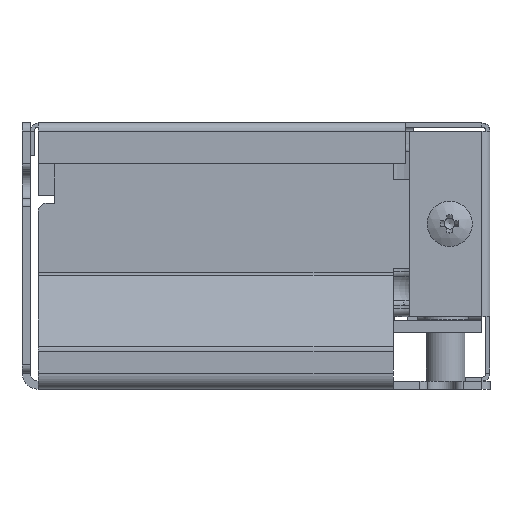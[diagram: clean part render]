
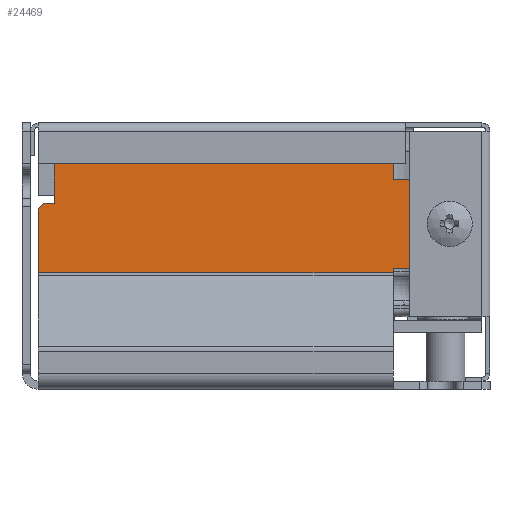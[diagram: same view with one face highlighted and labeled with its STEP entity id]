
A CAD part, left-side view. The second image highlights one B-rep face of the part: STEP entity #24469.
In plain terms, the highlighted planar face has unit normal (-1, 0, 0).
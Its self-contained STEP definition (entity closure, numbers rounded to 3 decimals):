
#1274=FACE_BOUND('',#3742,.T.);
#1652=PLANE('',#26128);
#2368=FACE_OUTER_BOUND('',#3741,.T.);
#3741=EDGE_LOOP('',(#16984,#16985,#16986,#16987,#16988,#16989,#16990,#16991,
#16992,#16993,#16994,#16995,#16996,#16997,#16998));
#3742=EDGE_LOOP('',(#16999));
#5441=LINE('',#35202,#7569);
#5453=LINE('',#35236,#7581);
#5457=LINE('',#35246,#7585);
#5460=LINE('',#35254,#7588);
#5463=LINE('',#35262,#7591);
#5495=LINE('',#35354,#7623);
#5497=LINE('',#35358,#7625);
#5511=LINE('',#35398,#7639);
#5518=LINE('',#35417,#7646);
#5519=LINE('',#35420,#7647);
#7569=VECTOR('',#28460,10.);
#7581=VECTOR('',#28488,10.);
#7585=VECTOR('',#28498,10.);
#7588=VECTOR('',#28507,10.);
#7591=VECTOR('',#28516,10.);
#7623=VECTOR('',#28606,10.);
#7625=VECTOR('',#28610,10.);
#7639=VECTOR('',#28656,10.);
#7646=VECTOR('',#28677,10.);
#7647=VECTOR('',#28682,1.44);
#9637=CIRCLE('',#26017,1.6);
#9653=CIRCLE('',#26055,1.);
#9658=CIRCLE('',#26063,1.);
#9659=CIRCLE('',#26066,1.);
#9660=CIRCLE('',#26069,1.);
#9661=CIRCLE('',#26072,1.);
#10639=VERTEX_POINT('',#35045);
#10692=VERTEX_POINT('',#35192);
#10693=VERTEX_POINT('',#35194);
#10695=VERTEX_POINT('',#35200);
#10708=VERTEX_POINT('',#35230);
#10709=VERTEX_POINT('',#35234);
#10710=VERTEX_POINT('',#35238);
#10711=VERTEX_POINT('',#35240);
#10712=VERTEX_POINT('',#35244);
#10713=VERTEX_POINT('',#35248);
#10714=VERTEX_POINT('',#35252);
#10715=VERTEX_POINT('',#35256);
#10716=VERTEX_POINT('',#35258);
#10747=VERTEX_POINT('',#35353);
#10748=VERTEX_POINT('',#35357);
#10763=VERTEX_POINT('',#35416);
#13021=EDGE_CURVE('',#10639,#10639,#9637,.T.);
#13094=EDGE_CURVE('',#10692,#10693,#9653,.T.);
#13098=EDGE_CURVE('',#10695,#10692,#5441,.T.);
#13112=EDGE_CURVE('',#10708,#10695,#9658,.T.);
#13115=EDGE_CURVE('',#10709,#10708,#5453,.T.);
#13117=EDGE_CURVE('',#10710,#10711,#9659,.T.);
#13120=EDGE_CURVE('',#10710,#10712,#5457,.T.);
#13121=EDGE_CURVE('',#10713,#10712,#9660,.T.);
#13124=EDGE_CURVE('',#10713,#10714,#5460,.T.);
#13126=EDGE_CURVE('',#10715,#10716,#9661,.T.);
#13128=EDGE_CURVE('',#10714,#10716,#5463,.T.);
#13173=EDGE_CURVE('',#10747,#10693,#5495,.T.);
#13175=EDGE_CURVE('',#10748,#10747,#5497,.T.);
#13196=EDGE_CURVE('',#10709,#10711,#5511,.T.);
#13205=EDGE_CURVE('',#10763,#10748,#5518,.T.);
#13207=EDGE_CURVE('',#10715,#10763,#5519,.T.);
#16984=ORIENTED_EDGE('',*,*,#13094,.F.);
#16985=ORIENTED_EDGE('',*,*,#13098,.F.);
#16986=ORIENTED_EDGE('',*,*,#13112,.F.);
#16987=ORIENTED_EDGE('',*,*,#13115,.F.);
#16988=ORIENTED_EDGE('',*,*,#13196,.T.);
#16989=ORIENTED_EDGE('',*,*,#13117,.F.);
#16990=ORIENTED_EDGE('',*,*,#13120,.T.);
#16991=ORIENTED_EDGE('',*,*,#13121,.F.);
#16992=ORIENTED_EDGE('',*,*,#13124,.T.);
#16993=ORIENTED_EDGE('',*,*,#13128,.T.);
#16994=ORIENTED_EDGE('',*,*,#13126,.F.);
#16995=ORIENTED_EDGE('',*,*,#13207,.T.);
#16996=ORIENTED_EDGE('',*,*,#13205,.T.);
#16997=ORIENTED_EDGE('',*,*,#13175,.T.);
#16998=ORIENTED_EDGE('',*,*,#13173,.T.);
#16999=ORIENTED_EDGE('',*,*,#13021,.T.);
#24469=ADVANCED_FACE('',(#2368,#1274),#1652,.F.);
#26017=AXIS2_PLACEMENT_3D('',#35046,#28320,#28321);
#26055=AXIS2_PLACEMENT_3D('',#35195,#28453,#28454);
#26063=AXIS2_PLACEMENT_3D('',#35231,#28482,#28483);
#26066=AXIS2_PLACEMENT_3D('',#35241,#28492,#28493);
#26069=AXIS2_PLACEMENT_3D('',#35249,#28501,#28502);
#26072=AXIS2_PLACEMENT_3D('',#35259,#28511,#28512);
#26128=AXIS2_PLACEMENT_3D('',#35419,#28680,#28681);
#28320=DIRECTION('center_axis',(1.,0.,0.));
#28321=DIRECTION('ref_axis',(0.,-1.,0.));
#28453=DIRECTION('center_axis',(1.,0.,0.));
#28454=DIRECTION('ref_axis',(0.,-0.707,-0.707));
#28460=DIRECTION('',(0.,0.,-1.));
#28482=DIRECTION('center_axis',(1.,0.,0.));
#28483=DIRECTION('ref_axis',(0.,-0.707,0.707));
#28488=DIRECTION('',(0.,-1.,0.));
#28492=DIRECTION('center_axis',(1.,0.,0.));
#28493=DIRECTION('ref_axis',(0.,-0.707,0.707));
#28498=DIRECTION('',(0.,1.,0.));
#28501=DIRECTION('center_axis',(1.,0.,0.));
#28502=DIRECTION('ref_axis',(0.,0.707,0.707));
#28507=DIRECTION('',(0.,0.,-1.));
#28511=DIRECTION('center_axis',(1.,0.,0.));
#28512=DIRECTION('ref_axis',(0.,0.707,0.707));
#28516=DIRECTION('',(0.,1.,0.));
#28606=DIRECTION('',(0.,-1.,0.));
#28610=DIRECTION('',(0.,0.,1.));
#28656=DIRECTION('',(0.,0.,1.));
#28677=DIRECTION('',(0.,-1.,0.));
#28680=DIRECTION('center_axis',(1.,0.,0.));
#28681=DIRECTION('ref_axis',(0.,0.,-1.));
#28682=DIRECTION('',(0.,0.,-1.));
#35045=CARTESIAN_POINT('',(3.36,6.6,20.5));
#35046=CARTESIAN_POINT('Origin',(3.36,5.,20.5));
#35192=CARTESIAN_POINT('',(3.36,1.,16.));
#35194=CARTESIAN_POINT('',(3.36,2.,15.));
#35195=CARTESIAN_POINT('Origin',(3.36,2.,16.));
#35200=CARTESIAN_POINT('',(3.36,1.,25.));
#35202=CARTESIAN_POINT('',(3.36,1.,15.));
#35230=CARTESIAN_POINT('',(3.36,2.,26.));
#35231=CARTESIAN_POINT('Origin',(3.36,2.,25.));
#35234=CARTESIAN_POINT('',(3.36,12.,26.));
#35236=CARTESIAN_POINT('',(3.36,12.,26.));
#35238=CARTESIAN_POINT('',(3.36,13.,32.055));
#35240=CARTESIAN_POINT('',(3.36,12.,31.055));
#35241=CARTESIAN_POINT('Origin',(3.36,13.,31.055));
#35244=CARTESIAN_POINT('',(3.36,53.,32.055));
#35246=CARTESIAN_POINT('',(3.36,0.,32.055));
#35248=CARTESIAN_POINT('',(3.36,54.,31.055));
#35249=CARTESIAN_POINT('Origin',(3.36,53.,31.055));
#35252=CARTESIAN_POINT('',(3.36,54.,23.055));
#35254=CARTESIAN_POINT('',(3.36,54.,27.517));
#35256=CARTESIAN_POINT('',(3.36,56.,22.055));
#35258=CARTESIAN_POINT('',(3.36,55.,23.055));
#35259=CARTESIAN_POINT('Origin',(3.36,55.,22.055));
#35262=CARTESIAN_POINT('',(3.36,41.,23.055));
#35353=CARTESIAN_POINT('',(3.36,12.,15.));
#35354=CARTESIAN_POINT('',(3.36,12.,15.));
#35357=CARTESIAN_POINT('',(3.36,12.,14.408));
#35358=CARTESIAN_POINT('',(3.36,12.,27.517));
#35398=CARTESIAN_POINT('',(3.36,12.,27.517));
#35416=CARTESIAN_POINT('',(3.36,56.,14.408));
#35417=CARTESIAN_POINT('',(3.36,28.,14.408));
#35419=CARTESIAN_POINT('Origin',(3.36,28.,22.98));
#35420=CARTESIAN_POINT('',(3.36,56.,9.884));
